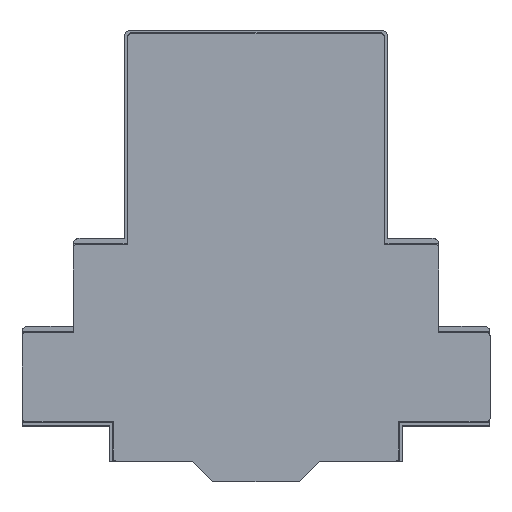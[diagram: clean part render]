
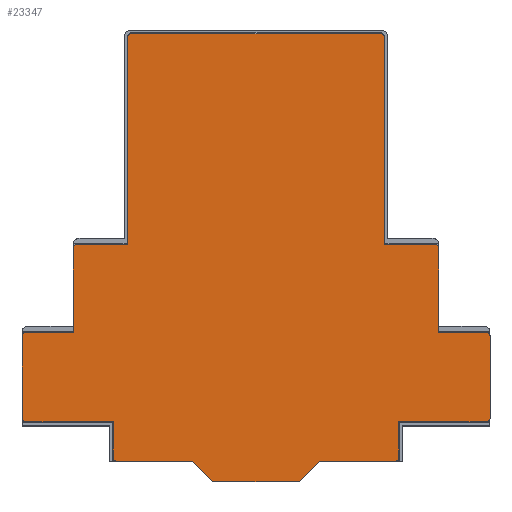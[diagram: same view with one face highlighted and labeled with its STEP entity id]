
A CAD part, top view. The second image highlights one B-rep face of the part: STEP entity #23347.
In plain terms, the highlighted face is planar.
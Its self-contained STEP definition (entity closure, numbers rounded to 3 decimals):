
#20100=CARTESIAN_POINT('',(39.425,24.9,0.));
#20101=DIRECTION('',(0.,0.,1.));
#20102=DIRECTION('',(1.,0.,0.));
#20103=AXIS2_PLACEMENT_3D('',#20100,#20101,#20102);
#20108=CARTESIAN_POINT('',(30.7,39.9,0.));
#20109=DIRECTION('',(0.,0.,1.));
#20110=DIRECTION('',(1.,0.,0.));
#20111=AXIS2_PLACEMENT_3D('',#20108,#20109,#20110);
#20116=CARTESIAN_POINT('',(21.35,75.9,0.));
#20117=DIRECTION('',(0.,0.,1.));
#20118=DIRECTION('',(1.,0.,0.));
#20119=AXIS2_PLACEMENT_3D('',#20116,#20117,#20118);
#20124=CARTESIAN_POINT('',(-21.35,75.9,0.));
#20125=DIRECTION('',(0.,0.,1.));
#20126=DIRECTION('',(0.,1.,0.));
#20127=AXIS2_PLACEMENT_3D('',#20124,#20125,#20126);
#20132=CARTESIAN_POINT('',(-30.7,39.9,0.));
#20133=DIRECTION('',(0.,0.,1.));
#20134=DIRECTION('',(0.,1.,0.));
#20135=AXIS2_PLACEMENT_3D('',#20132,#20133,#20134);
#20140=CARTESIAN_POINT('',(-39.425,24.9,0.));
#20141=DIRECTION('',(0.,0.,1.));
#20142=DIRECTION('',(0.,1.,0.));
#20143=AXIS2_PLACEMENT_3D('',#20140,#20141,#20142);
#20148=CARTESIAN_POINT('',(-39.425,10.75,0.));
#20149=DIRECTION('',(0.,0.,1.));
#20150=DIRECTION('',(-1.,0.,0.));
#20151=AXIS2_PLACEMENT_3D('',#20148,#20149,#20150);
#20156=CARTESIAN_POINT('',(-23.85,4.,0.));
#20157=DIRECTION('',(0.,0.,1.));
#20158=DIRECTION('',(-1.,0.,0.));
#20159=AXIS2_PLACEMENT_3D('',#20156,#20157,#20158);
#20164=DIRECTION('',(0.707,-0.707,0.));
#20165=VECTOR('',#20164,4.743);
#20166=CARTESIAN_POINT('',(-10.9,3.5,0.));
#20167=LINE('',#20166,#20165);
#20171=CARTESIAN_POINT('',(-7.193,0.5,0.));
#20172=DIRECTION('',(0.,0.,1.));
#20173=DIRECTION('',(-0.707,-0.707,0.));
#20174=AXIS2_PLACEMENT_3D('',#20171,#20172,#20173);
#20179=CARTESIAN_POINT('',(7.193,0.5,0.));
#20180=DIRECTION('',(0.,0.,1.));
#20181=DIRECTION('',(0.,-1.,0.));
#20182=AXIS2_PLACEMENT_3D('',#20179,#20180,#20181);
#20187=DIRECTION('',(0.707,0.707,0.));
#20188=VECTOR('',#20187,4.743);
#20189=CARTESIAN_POINT('',(7.546,0.146,0.));
#20190=LINE('',#20189,#20188);
#20194=CARTESIAN_POINT('',(23.85,4.,0.));
#20195=DIRECTION('',(0.,0.,1.));
#20196=DIRECTION('',(0.,-1.,0.));
#20197=AXIS2_PLACEMENT_3D('',#20194,#20195,#20196);
#20202=CARTESIAN_POINT('',(39.425,10.75,0.));
#20203=DIRECTION('',(0.,0.,1.));
#20204=DIRECTION('',(0.,-1.,0.));
#20205=AXIS2_PLACEMENT_3D('',#20202,#20203,#20204);
#20224=DIRECTION('',(0.,-1.,0.));
#20225=VECTOR('',#20224,14.15);
#20226=CARTESIAN_POINT('',(39.925,24.9,0.));
#20227=LINE('',#20226,#20225);
#20245=DIRECTION('',(-1.,0.,0.));
#20246=VECTOR('',#20245,15.075);
#20247=CARTESIAN_POINT('',(39.425,10.25,0.));
#20248=LINE('',#20247,#20246);
#20259=DIRECTION('',(0.,-1.,0.));
#20260=VECTOR('',#20259,6.25);
#20261=CARTESIAN_POINT('',(24.35,10.25,0.));
#20262=LINE('',#20261,#20260);
#20280=DIRECTION('',(-1.,0.,0.));
#20281=VECTOR('',#20280,12.95);
#20282=CARTESIAN_POINT('',(23.85,3.5,0.));
#20283=LINE('',#20282,#20281);
#20308=DIRECTION('',(-1.,0.,0.));
#20309=VECTOR('',#20308,14.386);
#20310=CARTESIAN_POINT('',(7.193,0.,0.));
#20311=LINE('',#20310,#20309);
#20336=DIRECTION('',(-1.,0.,0.));
#20337=VECTOR('',#20336,12.95);
#20338=CARTESIAN_POINT('',(-10.9,3.5,0.));
#20339=LINE('',#20338,#20337);
#20357=DIRECTION('',(0.,1.,0.));
#20358=VECTOR('',#20357,6.25);
#20359=CARTESIAN_POINT('',(-24.35,4.,0.));
#20360=LINE('',#20359,#20358);
#20371=DIRECTION('',(-1.,0.,0.));
#20372=VECTOR('',#20371,15.075);
#20373=CARTESIAN_POINT('',(-24.35,10.25,0.));
#20374=LINE('',#20373,#20372);
#20392=DIRECTION('',(0.,1.,0.));
#20393=VECTOR('',#20392,14.15);
#20394=CARTESIAN_POINT('',(-39.925,10.75,0.));
#20395=LINE('',#20394,#20393);
#20420=DIRECTION('',(1.,0.,0.));
#20421=VECTOR('',#20420,8.225);
#20422=CARTESIAN_POINT('',(-39.425,25.4,0.));
#20423=LINE('',#20422,#20421);
#20885=DIRECTION('',(0.,-1.,0.));
#20886=VECTOR('',#20885,35.5);
#20887=CARTESIAN_POINT('',(21.85,75.9,0.));
#20888=LINE('',#20887,#20886);
#20906=DIRECTION('',(1.,0.,0.));
#20907=VECTOR('',#20906,42.7);
#20908=CARTESIAN_POINT('',(-21.35,76.4,0.));
#20909=LINE('',#20908,#20907);
#20934=DIRECTION('',(0.,1.,0.));
#20935=VECTOR('',#20934,35.5);
#20936=CARTESIAN_POINT('',(-21.85,40.4,0.));
#20937=LINE('',#20936,#20935);
#21004=DIRECTION('',(1.,0.,0.));
#21005=VECTOR('',#21004,8.85);
#21006=CARTESIAN_POINT('',(-30.7,40.4,0.));
#21007=LINE('',#21006,#21005);
#21067=DIRECTION('',(0.,1.,0.));
#21068=VECTOR('',#21067,14.5);
#21069=CARTESIAN_POINT('',(-31.2,25.4,0.));
#21070=LINE('',#21069,#21068);
#21081=DIRECTION('',(1.,0.,0.));
#21082=VECTOR('',#21081,8.85);
#21083=CARTESIAN_POINT('',(21.85,40.4,0.));
#21084=LINE('',#21083,#21082);
#21186=DIRECTION('',(0.,-1.,0.));
#21187=VECTOR('',#21186,14.5);
#21188=CARTESIAN_POINT('',(31.2,39.9,0.));
#21189=LINE('',#21188,#21187);
#21249=DIRECTION('',(1.,0.,0.));
#21250=VECTOR('',#21249,8.225);
#21251=CARTESIAN_POINT('',(31.2,25.4,0.));
#21252=LINE('',#21251,#21250);
#22792=CARTESIAN_POINT('',(39.925,24.9,0.));
#22793=CARTESIAN_POINT('',(39.425,25.4,0.));
#22794=VERTEX_POINT('',#22792);
#22795=VERTEX_POINT('',#22793);
#22796=CARTESIAN_POINT('',(31.2,25.4,0.));
#22797=VERTEX_POINT('',#22796);
#22798=CARTESIAN_POINT('',(31.2,39.9,0.));
#22799=VERTEX_POINT('',#22798);
#22800=CARTESIAN_POINT('',(30.7,40.4,0.));
#22801=VERTEX_POINT('',#22800);
#22802=CARTESIAN_POINT('',(21.85,40.4,0.));
#22803=VERTEX_POINT('',#22802);
#22804=CARTESIAN_POINT('',(21.85,75.9,0.));
#22805=VERTEX_POINT('',#22804);
#22806=CARTESIAN_POINT('',(21.35,76.4,0.));
#22807=VERTEX_POINT('',#22806);
#22808=CARTESIAN_POINT('',(-21.35,76.4,0.));
#22809=VERTEX_POINT('',#22808);
#22810=CARTESIAN_POINT('',(-21.85,75.9,0.));
#22811=VERTEX_POINT('',#22810);
#22812=CARTESIAN_POINT('',(-21.85,40.4,0.));
#22813=VERTEX_POINT('',#22812);
#22814=CARTESIAN_POINT('',(-30.7,40.4,0.));
#22815=VERTEX_POINT('',#22814);
#22816=CARTESIAN_POINT('',(-31.2,39.9,0.));
#22817=VERTEX_POINT('',#22816);
#22818=CARTESIAN_POINT('',(-31.2,25.4,0.));
#22819=VERTEX_POINT('',#22818);
#22820=CARTESIAN_POINT('',(-39.425,25.4,0.));
#22821=VERTEX_POINT('',#22820);
#22822=CARTESIAN_POINT('',(-39.925,24.9,0.));
#22823=VERTEX_POINT('',#22822);
#22824=CARTESIAN_POINT('',(-39.925,10.75,0.));
#22825=VERTEX_POINT('',#22824);
#22826=CARTESIAN_POINT('',(-39.425,10.25,0.));
#22827=VERTEX_POINT('',#22826);
#22828=CARTESIAN_POINT('',(-24.35,10.25,0.));
#22829=VERTEX_POINT('',#22828);
#22830=CARTESIAN_POINT('',(-24.35,4.,0.));
#22831=VERTEX_POINT('',#22830);
#22832=CARTESIAN_POINT('',(-23.85,3.5,0.));
#22833=VERTEX_POINT('',#22832);
#22834=CARTESIAN_POINT('',(-10.9,3.5,0.));
#22835=VERTEX_POINT('',#22834);
#22836=CARTESIAN_POINT('',(-7.546,0.146,0.));
#22837=VERTEX_POINT('',#22836);
#22838=CARTESIAN_POINT('',(-7.193,0.,0.));
#22839=VERTEX_POINT('',#22838);
#22840=CARTESIAN_POINT('',(7.193,0.,0.));
#22841=VERTEX_POINT('',#22840);
#22842=CARTESIAN_POINT('',(7.546,0.146,0.));
#22843=VERTEX_POINT('',#22842);
#22844=CARTESIAN_POINT('',(10.9,3.5,0.));
#22845=VERTEX_POINT('',#22844);
#22846=CARTESIAN_POINT('',(23.85,3.5,0.));
#22847=VERTEX_POINT('',#22846);
#22848=CARTESIAN_POINT('',(24.35,4.,0.));
#22849=VERTEX_POINT('',#22848);
#22850=CARTESIAN_POINT('',(24.35,10.25,0.));
#22851=VERTEX_POINT('',#22850);
#22852=CARTESIAN_POINT('',(39.425,10.25,0.));
#22853=VERTEX_POINT('',#22852);
#22854=CARTESIAN_POINT('',(39.925,10.75,0.));
#22855=VERTEX_POINT('',#22854);
#23276=CARTESIAN_POINT('',(0.,0.,0.));
#23277=DIRECTION('',(0.,0.,1.));
#23278=DIRECTION('',(1.,0.,0.));
#23279=AXIS2_PLACEMENT_3D('',#23276,#23277,#23278);
#23280=PLANE('',#23279);
#23282=ORIENTED_EDGE('',*,*,#23281,.T.);
#23284=ORIENTED_EDGE('',*,*,#23283,.F.);
#23286=ORIENTED_EDGE('',*,*,#23285,.F.);
#23288=ORIENTED_EDGE('',*,*,#23287,.T.);
#23290=ORIENTED_EDGE('',*,*,#23289,.F.);
#23292=ORIENTED_EDGE('',*,*,#23291,.F.);
#23294=ORIENTED_EDGE('',*,*,#23293,.T.);
#23296=ORIENTED_EDGE('',*,*,#23295,.F.);
#23298=ORIENTED_EDGE('',*,*,#23297,.T.);
#23300=ORIENTED_EDGE('',*,*,#23299,.F.);
#23302=ORIENTED_EDGE('',*,*,#23301,.F.);
#23304=ORIENTED_EDGE('',*,*,#23303,.T.);
#23306=ORIENTED_EDGE('',*,*,#23305,.F.);
#23308=ORIENTED_EDGE('',*,*,#23307,.F.);
#23310=ORIENTED_EDGE('',*,*,#23309,.T.);
#23312=ORIENTED_EDGE('',*,*,#23311,.F.);
#23314=ORIENTED_EDGE('',*,*,#23313,.T.);
#23316=ORIENTED_EDGE('',*,*,#23315,.F.);
#23318=ORIENTED_EDGE('',*,*,#23317,.F.);
#23320=ORIENTED_EDGE('',*,*,#23319,.T.);
#23322=ORIENTED_EDGE('',*,*,#23321,.F.);
#23324=ORIENTED_EDGE('',*,*,#23323,.T.);
#23326=ORIENTED_EDGE('',*,*,#23325,.T.);
#23328=ORIENTED_EDGE('',*,*,#23327,.F.);
#23330=ORIENTED_EDGE('',*,*,#23329,.T.);
#23332=ORIENTED_EDGE('',*,*,#23331,.T.);
#23334=ORIENTED_EDGE('',*,*,#23333,.F.);
#23336=ORIENTED_EDGE('',*,*,#23335,.T.);
#23338=ORIENTED_EDGE('',*,*,#23337,.F.);
#23340=ORIENTED_EDGE('',*,*,#23339,.F.);
#23342=ORIENTED_EDGE('',*,*,#23341,.T.);
#23344=ORIENTED_EDGE('',*,*,#23343,.F.);
#23345=EDGE_LOOP('',(#23282,#23284,#23286,#23288,#23290,#23292,#23294,#23296,
#23298,#23300,#23302,#23304,#23306,#23308,#23310,#23312,#23314,#23316,#23318,
#23320,#23322,#23324,#23326,#23328,#23330,#23332,#23334,#23336,#23338,#23340,
#23342,#23344));
#23346=FACE_OUTER_BOUND('',#23345,.F.);
#20104=CIRCLE('',#20103,0.5);
#20112=CIRCLE('',#20111,0.5);
#20120=CIRCLE('',#20119,0.5);
#20128=CIRCLE('',#20127,0.5);
#20136=CIRCLE('',#20135,0.5);
#20144=CIRCLE('',#20143,0.5);
#20152=CIRCLE('',#20151,0.5);
#20160=CIRCLE('',#20159,0.5);
#20175=CIRCLE('',#20174,0.5);
#20183=CIRCLE('',#20182,0.5);
#20198=CIRCLE('',#20197,0.5);
#20206=CIRCLE('',#20205,0.5);
#23281=EDGE_CURVE('',#22794,#22795,#20104,.T.);
#23283=EDGE_CURVE('',#22797,#22795,#21252,.T.);
#23285=EDGE_CURVE('',#22799,#22797,#21189,.T.);
#23287=EDGE_CURVE('',#22799,#22801,#20112,.T.);
#23289=EDGE_CURVE('',#22803,#22801,#21084,.T.);
#23291=EDGE_CURVE('',#22805,#22803,#20888,.T.);
#23293=EDGE_CURVE('',#22805,#22807,#20120,.T.);
#23295=EDGE_CURVE('',#22809,#22807,#20909,.T.);
#23297=EDGE_CURVE('',#22809,#22811,#20128,.T.);
#23299=EDGE_CURVE('',#22813,#22811,#20937,.T.);
#23301=EDGE_CURVE('',#22815,#22813,#21007,.T.);
#23303=EDGE_CURVE('',#22815,#22817,#20136,.T.);
#23305=EDGE_CURVE('',#22819,#22817,#21070,.T.);
#23307=EDGE_CURVE('',#22821,#22819,#20423,.T.);
#23309=EDGE_CURVE('',#22821,#22823,#20144,.T.);
#23311=EDGE_CURVE('',#22825,#22823,#20395,.T.);
#23313=EDGE_CURVE('',#22825,#22827,#20152,.T.);
#23315=EDGE_CURVE('',#22829,#22827,#20374,.T.);
#23317=EDGE_CURVE('',#22831,#22829,#20360,.T.);
#23319=EDGE_CURVE('',#22831,#22833,#20160,.T.);
#23321=EDGE_CURVE('',#22835,#22833,#20339,.T.);
#23323=EDGE_CURVE('',#22835,#22837,#20167,.T.);
#23325=EDGE_CURVE('',#22837,#22839,#20175,.T.);
#23327=EDGE_CURVE('',#22841,#22839,#20311,.T.);
#23329=EDGE_CURVE('',#22841,#22843,#20183,.T.);
#23331=EDGE_CURVE('',#22843,#22845,#20190,.T.);
#23333=EDGE_CURVE('',#22847,#22845,#20283,.T.);
#23335=EDGE_CURVE('',#22847,#22849,#20198,.T.);
#23337=EDGE_CURVE('',#22851,#22849,#20262,.T.);
#23339=EDGE_CURVE('',#22853,#22851,#20248,.T.);
#23341=EDGE_CURVE('',#22853,#22855,#20206,.T.);
#23343=EDGE_CURVE('',#22794,#22855,#20227,.T.);
#23347=ADVANCED_FACE('',(#23346),#23280,.F.);
